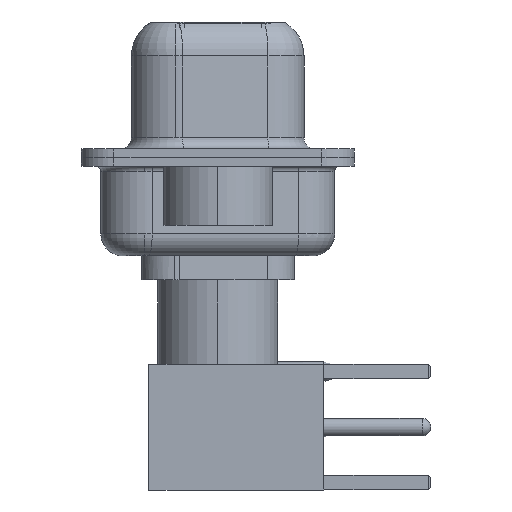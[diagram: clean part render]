
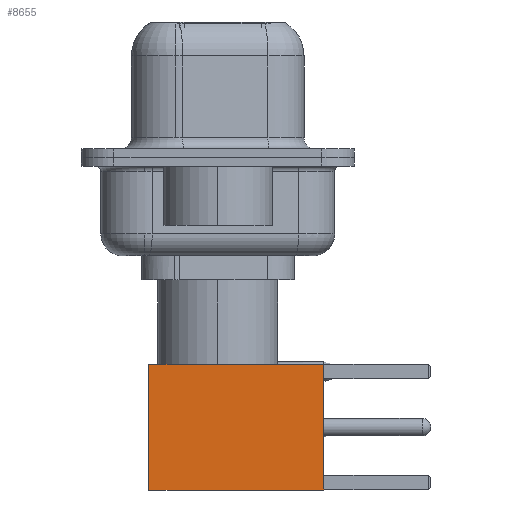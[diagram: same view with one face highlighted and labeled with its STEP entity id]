
A CAD part, left-side view. The second image highlights one B-rep face of the part: STEP entity #8655.
In plain terms, the highlighted face is planar.
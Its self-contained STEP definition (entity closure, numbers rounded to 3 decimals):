
#1366 = DIRECTION ( 'NONE',  ( 0., 0., 1. ) ) ;
#2192 = VERTEX_POINT ( 'NONE', #25615 ) ;
#2776 = VERTEX_POINT ( 'NONE', #17179 ) ;
#4490 = CARTESIAN_POINT ( 'NONE',  ( 2.875, 2.875, 0. ) ) ;
#5083 = AXIS2_PLACEMENT_3D ( 'NONE', #16753, #12057, #1366 ) ;
#5473 = ORIENTED_EDGE ( 'NONE', *, *, #20450, .F. ) ;
#6886 = LINE ( 'NONE', #11579, #8344 ) ;
#8045 = FACE_OUTER_BOUND ( 'NONE', #23979, .T. ) ;
#8344 = VECTOR ( 'NONE', #9317, 1000. ) ;
#8655 = ADVANCED_FACE ( 'NONE', ( #8045 ), #25445, .T. ) ;
#8717 = CARTESIAN_POINT ( 'NONE',  ( 0., 2.875, 0. ) ) ;
#9085 = CARTESIAN_POINT ( 'NONE',  ( 2.875, 2.875, 8. ) ) ;
#9317 = DIRECTION ( 'NONE',  ( -1., 0., 0. ) ) ;
#11118 = VERTEX_POINT ( 'NONE', #9085 ) ;
#11579 = CARTESIAN_POINT ( 'NONE',  ( 0., 2.875, 8. ) ) ;
#12057 = DIRECTION ( 'NONE',  ( 0., 1., 0. ) ) ;
#12105 = VERTEX_POINT ( 'NONE', #17140 ) ;
#13189 = DIRECTION ( 'NONE',  ( 0., 0., -1. ) ) ;
#15112 = DIRECTION ( 'NONE',  ( -1., 0., 0. ) ) ;
#15473 = VECTOR ( 'NONE', #15112, 1000. ) ;
#16296 = VECTOR ( 'NONE', #24975, 1000. ) ;
#16753 = CARTESIAN_POINT ( 'NONE',  ( 2.875, 2.875, 0. ) ) ;
#17140 = CARTESIAN_POINT ( 'NONE',  ( -2.875, 2.875, 0. ) ) ;
#17179 = CARTESIAN_POINT ( 'NONE',  ( -2.875, 2.875, 8. ) ) ;
#17198 = EDGE_CURVE ( 'NONE', #2192, #12105, #26362, .T. ) ;
#17739 = LINE ( 'NONE', #4490, #27228 ) ;
#17866 = LINE ( 'NONE', #26841, #16296 ) ;
#19355 = ORIENTED_EDGE ( 'NONE', *, *, #24869, .F. ) ;
#20450 = EDGE_CURVE ( 'NONE', #11118, #2776, #6886, .T. ) ;
#21145 = ORIENTED_EDGE ( 'NONE', *, *, #24774, .T. ) ;
#23979 = EDGE_LOOP ( 'NONE', ( #21145, #26274, #19355, #5473 ) ) ;
#24774 = EDGE_CURVE ( 'NONE', #11118, #2192, #17739, .T. ) ;
#24869 = EDGE_CURVE ( 'NONE', #2776, #12105, #17866, .T. ) ;
#24975 = DIRECTION ( 'NONE',  ( 0., 0., -1. ) ) ;
#25445 = PLANE ( 'NONE',  #5083 ) ;
#25615 = CARTESIAN_POINT ( 'NONE',  ( 2.875, 2.875, 0. ) ) ;
#26274 = ORIENTED_EDGE ( 'NONE', *, *, #17198, .T. ) ;
#26362 = LINE ( 'NONE', #8717, #15473 ) ;
#26841 = CARTESIAN_POINT ( 'NONE',  ( -2.875, 2.875, 0. ) ) ;
#27228 = VECTOR ( 'NONE', #13189, 1000. ) ;
